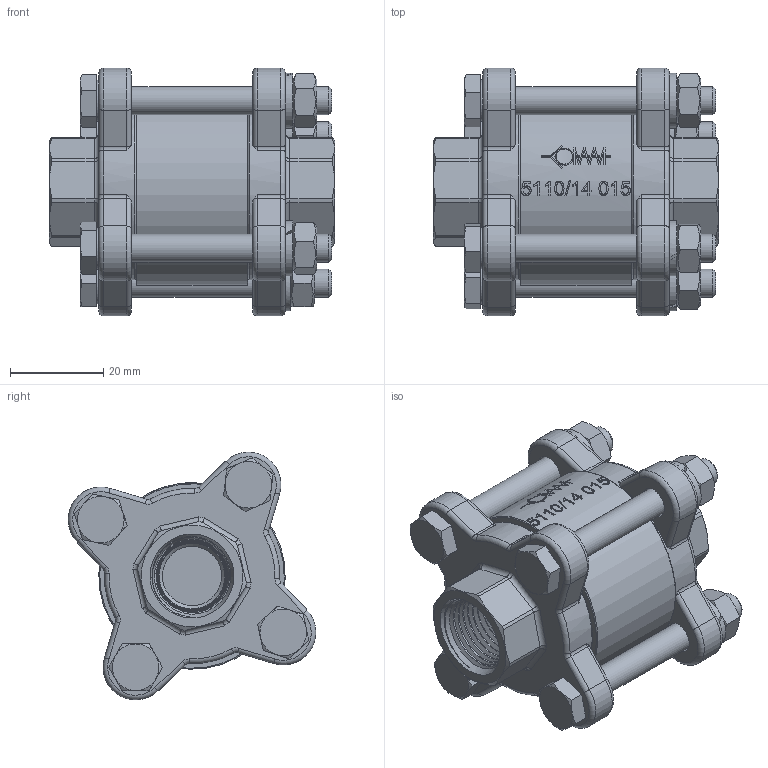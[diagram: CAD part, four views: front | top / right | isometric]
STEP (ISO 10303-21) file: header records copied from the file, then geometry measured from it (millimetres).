
FILE_DESCRIPTION((''),'2;1');
FILE_NAME('5110_010.stp','2013-02-05T10:10:36',('RL'),(''),'Autodesk Inventor 2012','Autodesk Inventor 2012','');
FILE_SCHEMA(('AUTOMOTIVE_DESIGN { 1 0 10303 214 1 1 1 1 }'));
Length unit declared in the file: millimetre
Products named in the file (1): 5110_010_Konturvereinfachung_1
Bounding box: 61.2 x 53.11 x 53.11 mm (x, y, z)
Volume: 531.5 mm3; surface area: 26459.9 mm2
Topology: 2 solids, 3 shells, 647 faces, 1643 edges, 1048 vertices
Faces by surface type: plane 229, cylinder 161, bspline 99, torus 84, cone 74
Full cylindrical faces by diameter (mm): 4.5 x1, 6 x5, 6.7 x8, 7.5 x1, 8.88 x4, 11.8 x1, 12.7 x2, 15 x1, 19 x1, 21.5 x1, 23 x1, 24 x1, 26 x2, 28 x1, 29.426 x1, 32 x2, 37.6 x2
Entity records: 44213 total; most frequent: CARTESIAN_POINT 30138, ORIENTED_EDGE 3006, DIRECTION 2444, EDGE_CURVE 1503, VERTEX_POINT 1006, AXIS2_PLACEMENT_3D 981, EDGE_LOOP 785, FACE_OUTER_BOUND 629
